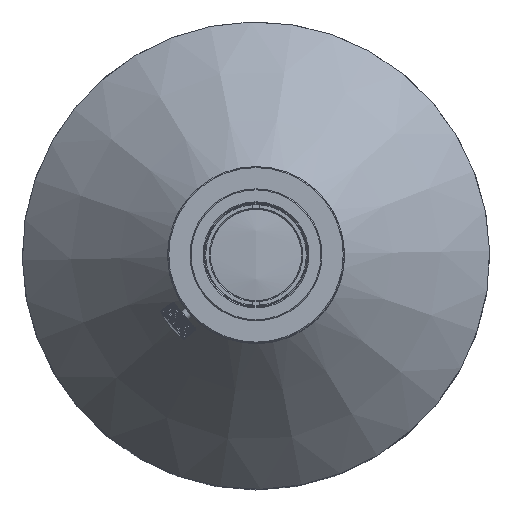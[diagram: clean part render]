
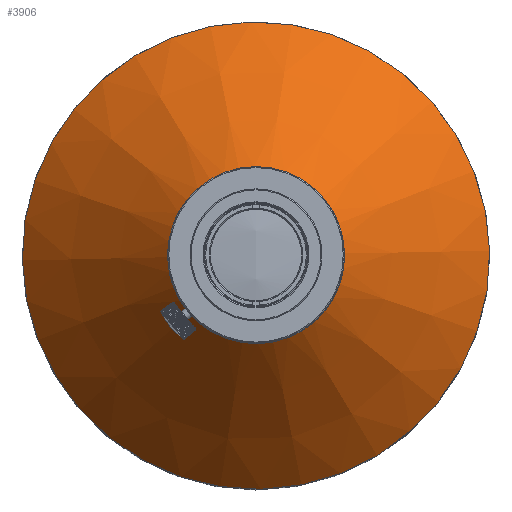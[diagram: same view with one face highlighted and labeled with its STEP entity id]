
A CAD part, top view. The second image highlights one B-rep face of the part: STEP entity #3906.
In plain terms, the highlighted conical face has half-angle 42.089 degrees and reference radius 17 mm.
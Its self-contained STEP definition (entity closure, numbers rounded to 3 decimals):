
#801=CONICAL_SURFACE('',#26973,17.,42.089);
#3906=ADVANCED_FACE('',(#6102,#6103),#801,.T.);
#6102=FACE_BOUND('',#7888,.T.);
#6103=FACE_BOUND('',#7889,.T.);
#7888=EDGE_LOOP('',(#13339));
#7889=EDGE_LOOP('',(#13340));
#13339=ORIENTED_EDGE('',*,*,#22010,.F.);
#13340=ORIENTED_EDGE('',*,*,#21823,.T.);
#19217=VERTEX_POINT('',#39521);
#19404=VERTEX_POINT('',#41391);
#21823=EDGE_CURVE('',#19217,#19217,#24912,.T.);
#22010=EDGE_CURVE('',#19404,#19404,#24949,.T.);
#24912=CIRCLE('',#26570,17.);
#24949=CIRCLE('',#26620,45.);
#26570=AXIS2_PLACEMENT_3D('',#39520,#29977,#29978);
#26620=AXIS2_PLACEMENT_3D('',#41390,#30100,#30101);
#26973=AXIS2_PLACEMENT_3D('',#41926,#30806,#30807);
#29977=DIRECTION('',(0.,0.,-1.));
#29978=DIRECTION('',(-0.518,0.855,0.));
#30100=DIRECTION('',(0.,0.,-1.));
#30101=DIRECTION('',(-0.518,0.855,0.));
#30806=DIRECTION('',(0.,0.,-1.));
#30807=DIRECTION('',(-0.518,0.855,0.));
#39520=CARTESIAN_POINT('',(0.,0.,104.62));
#39521=CARTESIAN_POINT('',(-8.806,14.541,104.62));
#41390=CARTESIAN_POINT('',(0.,0.,73.62));
#41391=CARTESIAN_POINT('',(-23.311,38.491,73.62));
#41926=CARTESIAN_POINT('',(0.,0.,104.62));
